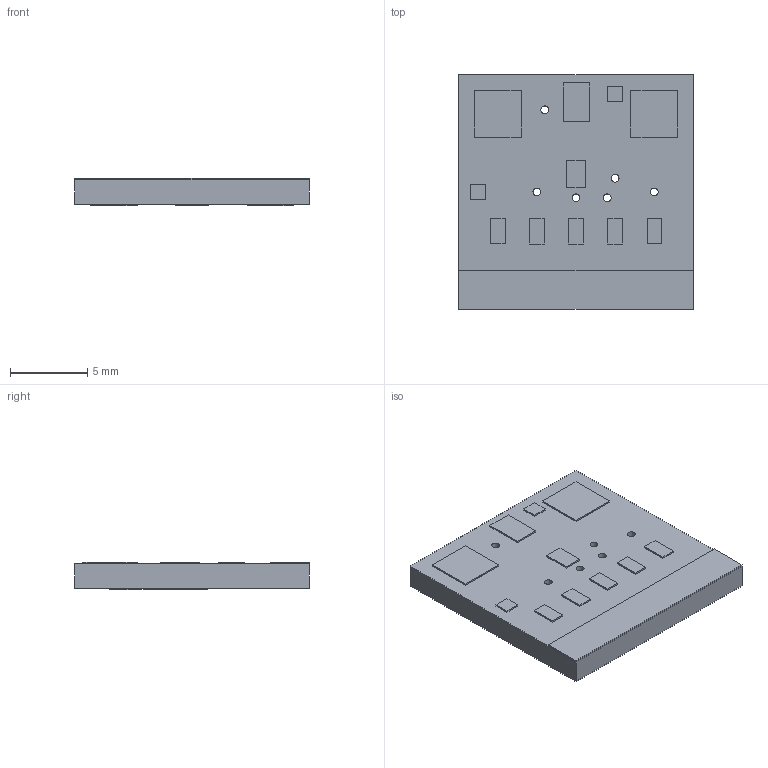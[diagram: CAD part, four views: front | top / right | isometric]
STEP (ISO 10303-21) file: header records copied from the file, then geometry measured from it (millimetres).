
FILE_DESCRIPTION(/* description */ (''),/* implementation_level */ '2;1');
FILE_NAME(/* name */ 'ca7effe7-97a0-47cf-b640-7892bd5bb73d.stp',/* time_stamp */ '2021-04-06T19:04:38+00:00',/* author */ (''),/* organization */ (''),/* preprocessor_version */ 'ST-DEVELOPER v18.1',/* originating_system */ 'Autodesk Translation Framework v10.6.0.1341',/* authorisation */ '');
FILE_SCHEMA (('AUTOMOTIVE_DESIGN { 1 0 10303 214 3 1 1 }'));
Length unit declared in the file: millimetre
Products named in the file (13): ca7effe7-97a0-47cf-b640-7892bd5bb73d; PCB Component; Board; 10K; 0.1uF; FIDUCIAL1X2; 1X06; TMP1021:1; STAND-OFFTIGHT; PAD-JUMPER-3-3OF3_NC_BY_TRACE_YES_SILK_FULL_BOX; ADD0; SFE_LOGO_FLAME.1_INCH; OSHW-LOGOS
Assembly tree (17 placements, depth 3):
  ca7effe7-97a0-47cf-b640-7892bd5bb73d
    PCB Component
      Board
      10K  x4
      0.1uF
      FIDUCIAL1X2  x2
      1X06
      TMP1021:1
      STAND-OFFTIGHT  x2
      PAD-JUMPER-3-3OF3_NC_BY_TRACE_YES_SILK_FULL_BOX
      ADD0
      SFE_LOGO_FLAME.1_INCH
      OSHW-LOGOS
Bounding box: 15.24 x 15.24 x 1.77 mm (x, y, z)
Volume: 341.4 mm3; surface area: 792.2 mm2
Topology: 16 solids, 16 shells, 110 faces, 234 edges, 156 vertices
Faces by surface type: plane 96, cylinder 14
Full cylindrical faces by diameter (mm): 0.508 x6, 1.016 x6, 3.048 x2
Entity records: 2704 total; most frequent: DIRECTION 422, CARTESIAN_POINT 400, ORIENTED_EDGE 348, EDGE_CURVE 174, LINE 146, VECTOR 146, AXIS2_PLACEMENT_3D 138, VERTEX_POINT 116
